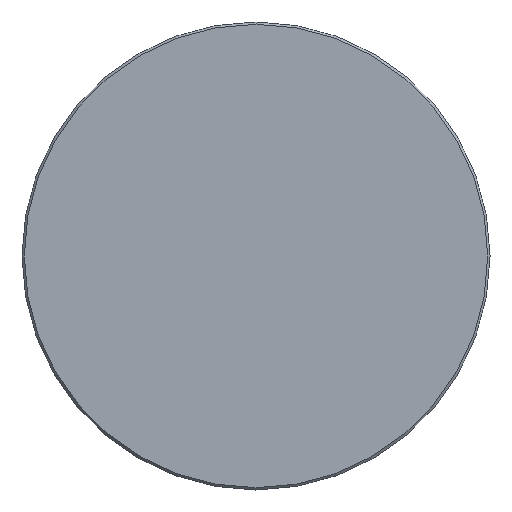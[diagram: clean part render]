
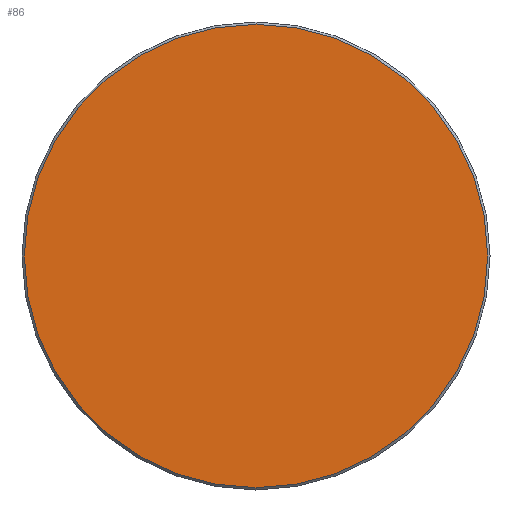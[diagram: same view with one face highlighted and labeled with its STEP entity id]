
A CAD part, left-side view. The second image highlights one B-rep face of the part: STEP entity #86.
In plain terms, the highlighted planar face has unit normal (-1, 0, 0).
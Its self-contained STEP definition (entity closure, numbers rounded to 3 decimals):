
#6 = CARTESIAN_POINT ( 'NONE',  ( -5.35, 0., 0. ) ) ;
#7 = VERTEX_POINT ( 'NONE', #121 ) ;
#9 = EDGE_CURVE ( 'NONE', #31, #7, #131, .T. ) ;
#31 = VERTEX_POINT ( 'NONE', #209 ) ;
#41 = EDGE_LOOP ( 'NONE', ( #98, #88 ) ) ;
#77 = CIRCLE ( 'NONE', #90, 25.15 ) ;
#82 = CARTESIAN_POINT ( 'NONE',  ( -5.35, 0., 0. ) ) ;
#86 = ADVANCED_FACE ( 'NONE', ( #218 ), #158, .F. ) ;
#88 = ORIENTED_EDGE ( 'NONE', *, *, #9, .T. ) ;
#90 = AXIS2_PLACEMENT_3D ( 'NONE', #6, #190, #193 ) ;
#98 = ORIENTED_EDGE ( 'NONE', *, *, #243, .T. ) ;
#121 = CARTESIAN_POINT ( 'NONE',  ( -5.35, 0., -25.15 ) ) ;
#131 = CIRCLE ( 'NONE', #212, 25.15 ) ;
#158 = PLANE ( 'NONE',  #175 ) ;
#163 = CARTESIAN_POINT ( 'NONE',  ( -5.35, 0., 0. ) ) ;
#175 = AXIS2_PLACEMENT_3D ( 'NONE', #163, #206, #268 ) ;
#190 = DIRECTION ( 'NONE',  ( -1., 0., 0. ) ) ;
#193 = DIRECTION ( 'NONE',  ( 0., 0., -1. ) ) ;
#206 = DIRECTION ( 'NONE',  ( 1., 0., 0. ) ) ;
#209 = CARTESIAN_POINT ( 'NONE',  ( -5.35, 0., 25.15 ) ) ;
#212 = AXIS2_PLACEMENT_3D ( 'NONE', #82, #263, #255 ) ;
#218 = FACE_OUTER_BOUND ( 'NONE', #41, .T. ) ;
#243 = EDGE_CURVE ( 'NONE', #7, #31, #77, .T. ) ;
#255 = DIRECTION ( 'NONE',  ( 0., 0., -1. ) ) ;
#263 = DIRECTION ( 'NONE',  ( -1., 0., 0. ) ) ;
#268 = DIRECTION ( 'NONE',  ( 0., 0., -1. ) ) ;
